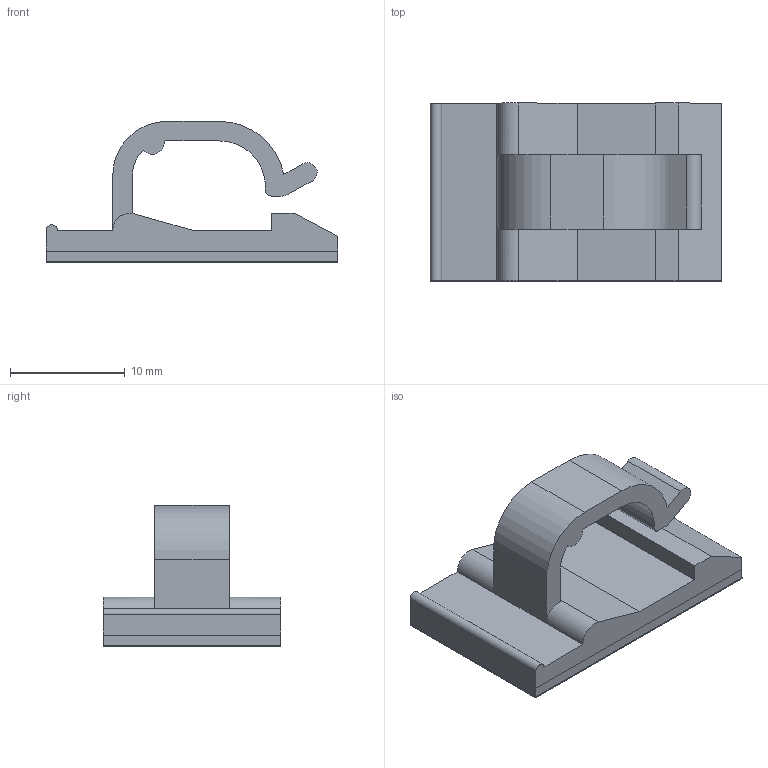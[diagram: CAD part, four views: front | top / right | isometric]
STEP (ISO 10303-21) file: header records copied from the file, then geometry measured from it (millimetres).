
FILE_DESCRIPTION( ( 'Unknown' ), '1' );
FILE_NAME( '523232000.stp', 'Unknown', ( 'Unknown' ), ( 'Unknown' ), 'PSStep 17.0.49', 'Unknown', ' ' );
FILE_SCHEMA( ( 'AUTOMOTIVE_DESIGN { 1 0 10303 214 1 1 1 1 }' ) );
Length unit declared in the file: millimetre
Products named in the file (4): Assem1; 523232000; Adhesive_tape; Release_tape
Assembly tree (3 placements, depth 2):
  Assem1
    523232000
    Adhesive_tape
    Release_tape
Bounding box: 25.4 x 15.5 x 12.3 mm (x, y, z)
Volume: 1568.7 mm3; surface area: 3084.1 mm2
Topology: 3 solids, 3 shells, 44 faces, 112 edges, 74 vertices
Faces by surface type: plane 33, cylinder 11
Entity records: 1746 total; most frequent: CARTESIAN_POINT 234, DIRECTION 232, ORIENTED_EDGE 224, EDGE_CURVE 112, LINE 88, VECTOR 88, VERTEX_POINT 74, AXIS2_PLACEMENT_3D 72
